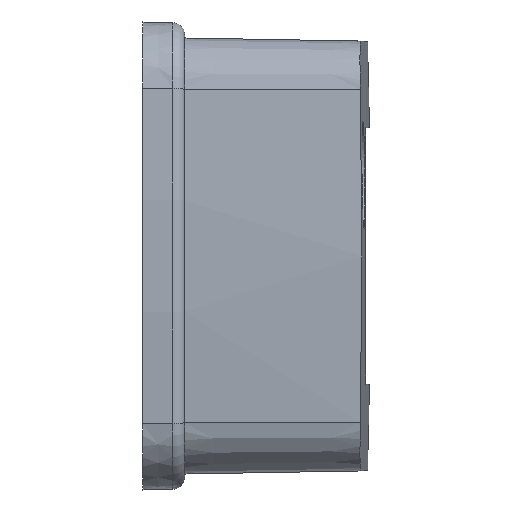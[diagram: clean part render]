
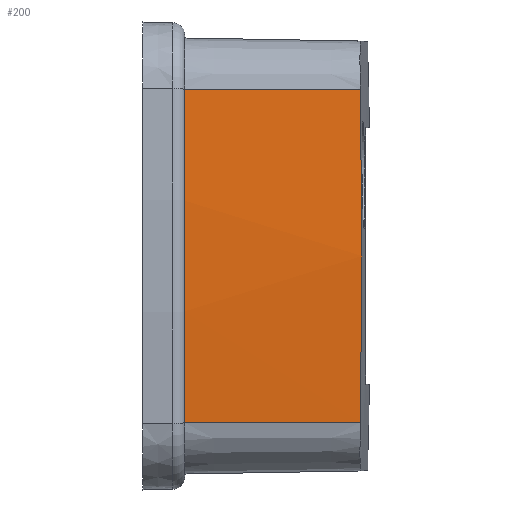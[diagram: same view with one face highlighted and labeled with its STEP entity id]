
A CAD part, front view. The second image highlights one B-rep face of the part: STEP entity #200.
In plain terms, the highlighted conical face has half-angle 1 degrees and reference radius 178.668 mm.
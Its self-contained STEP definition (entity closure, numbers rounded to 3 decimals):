
#115=FACE_OUTER_BOUND('',#421,.T.);
#154=CONICAL_SURFACE('',#932,178.668,1.);
#176=B_SPLINE_CURVE_WITH_KNOTS('',3,(#1318,#1319,#1320,#1321),
 .UNSPECIFIED.,.F.,.F.,(4,4),(0.,1.),.UNSPECIFIED.);
#200=ADVANCED_FACE('',(#115),#154,.T.);
#275=LINE('',#1473,#333);
#276=LINE('',#1475,#334);
#333=VECTOR('',#1053,1.);
#334=VECTOR('',#1054,1.);
#421=EDGE_LOOP('',(#521,#522,#523,#524));
#521=ORIENTED_EDGE('',*,*,#805,.F.);
#522=ORIENTED_EDGE('',*,*,#783,.F.);
#523=ORIENTED_EDGE('',*,*,#806,.T.);
#524=ORIENTED_EDGE('',*,*,#807,.T.);
#711=VERTEX_POINT('',#1317);
#712=VERTEX_POINT('',#1322);
#729=VERTEX_POINT('',#1474);
#730=VERTEX_POINT('',#1476);
#783=EDGE_CURVE('',#711,#712,#176,.T.);
#805=EDGE_CURVE('',#712,#729,#275,.T.);
#806=EDGE_CURVE('',#711,#730,#276,.T.);
#807=EDGE_CURVE('',#730,#729,#885,.T.);
#885=CIRCLE('',#931,178.669);
#931=AXIS2_PLACEMENT_3D('',#1477,#1055,#1056);
#932=AXIS2_PLACEMENT_3D('',#1478,#1057,#1058);
#1053=DIRECTION('',(-1.,-0.017,-0.001));
#1054=DIRECTION('',(-1.,-0.017,0.001));
#1055=DIRECTION('',(1.,0.,0.));
#1056=DIRECTION('',(0.,0.,1.));
#1057=DIRECTION('',(-1.,0.,0.));
#1058=DIRECTION('',(0.,1.,0.));
#1317=CARTESIAN_POINT('',(18.149,-46.934,13.842));
#1318=CARTESIAN_POINT('',(18.149,-46.934,13.842));
#1319=CARTESIAN_POINT('',(18.326,-47.648,4.629));
#1320=CARTESIAN_POINT('',(18.326,-47.648,-4.629));
#1321=CARTESIAN_POINT('',(18.149,-46.934,-13.842));
#1322=CARTESIAN_POINT('',(18.149,-46.934,-13.842));
#1473=CARTESIAN_POINT('',(3.5,-47.189,-13.862));
#1474=CARTESIAN_POINT('',(3.472,-47.19,-13.862));
#1475=CARTESIAN_POINT('',(3.5,-47.189,13.862));
#1476=CARTESIAN_POINT('',(3.472,-47.19,13.862));
#1477=CARTESIAN_POINT('',(3.472,130.941,0.));
#1478=CARTESIAN_POINT('',(3.5,130.941,0.));
